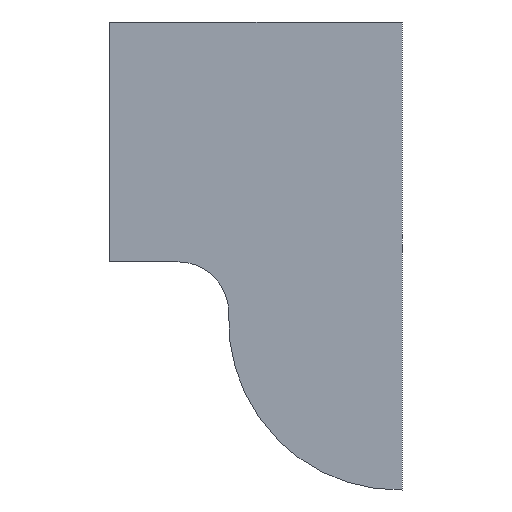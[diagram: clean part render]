
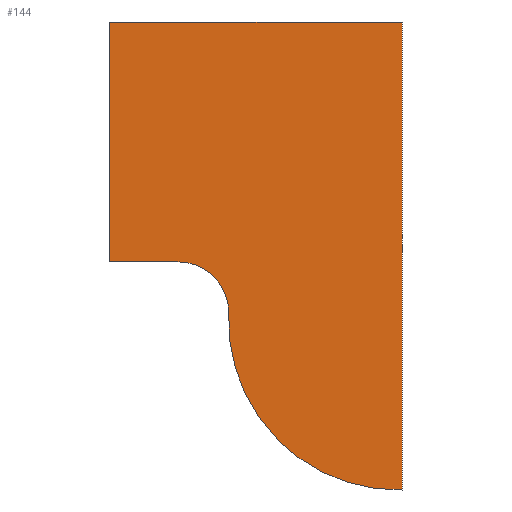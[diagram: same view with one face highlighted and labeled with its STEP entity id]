
A CAD part, left-side view. The second image highlights one B-rep face of the part: STEP entity #144.
In plain terms, the highlighted planar face has unit normal (-1, 0, 0).
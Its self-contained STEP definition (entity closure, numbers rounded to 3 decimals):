
#16=CIRCLE('',#163,0.87);
#18=CIRCLE('',#166,0.26);
#28=FACE_OUTER_BOUND('',#36,.T.);
#36=EDGE_LOOP('',(#125,#126,#127,#128,#129,#130));
#39=LINE('',#219,#53);
#42=LINE('',#225,#56);
#47=LINE('',#243,#61);
#50=LINE('',#247,#64);
#53=VECTOR('',#177,10.);
#56=VECTOR('',#182,10.);
#61=VECTOR('',#201,10.);
#64=VECTOR('',#206,10.);
#67=VERTEX_POINT('',#216);
#68=VERTEX_POINT('',#218);
#70=VERTEX_POINT('',#224);
#72=VERTEX_POINT('',#230);
#74=VERTEX_POINT('',#236);
#76=VERTEX_POINT('',#242);
#79=EDGE_CURVE('',#68,#67,#39,.T.);
#82=EDGE_CURVE('',#70,#68,#42,.T.);
#85=EDGE_CURVE('',#72,#70,#16,.T.);
#88=EDGE_CURVE('',#74,#72,#18,.T.);
#91=EDGE_CURVE('',#76,#74,#47,.T.);
#94=EDGE_CURVE('',#67,#76,#50,.T.);
#125=ORIENTED_EDGE('',*,*,#94,.T.);
#126=ORIENTED_EDGE('',*,*,#91,.T.);
#127=ORIENTED_EDGE('',*,*,#88,.T.);
#128=ORIENTED_EDGE('',*,*,#85,.T.);
#129=ORIENTED_EDGE('',*,*,#82,.T.);
#130=ORIENTED_EDGE('',*,*,#79,.T.);
#136=PLANE('',#170);
#144=ADVANCED_FACE('',(#28),#136,.F.);
#163=AXIS2_PLACEMENT_3D('',#231,#188,#189);
#166=AXIS2_PLACEMENT_3D('',#237,#195,#196);
#170=AXIS2_PLACEMENT_3D('',#249,#209,#210);
#177=DIRECTION('',(0.,1.,0.));
#182=DIRECTION('',(0.,0.,1.));
#188=DIRECTION('center_axis',(-1.,0.,0.));
#189=DIRECTION('ref_axis',(0.,-0.023,-1.));
#195=DIRECTION('center_axis',(1.,0.,0.));
#196=DIRECTION('ref_axis',(0.,0.,1.));
#201=DIRECTION('',(0.,-1.,0.));
#206=DIRECTION('',(0.,0.,-1.));
#209=DIRECTION('center_axis',(1.,0.,0.));
#210=DIRECTION('ref_axis',(0.,1.,0.));
#216=CARTESIAN_POINT('',(-10.,1.5,2.4));
#218=CARTESIAN_POINT('',(-10.,0.,2.4));
#219=CARTESIAN_POINT('',(-10.,0.,2.4));
#224=CARTESIAN_POINT('',(-10.,0.,0.));
#225=CARTESIAN_POINT('',(-10.,0.,2.4));
#230=CARTESIAN_POINT('',(-10.,0.89,0.91));
#231=CARTESIAN_POINT('Origin',(-10.,0.02,0.87));
#236=CARTESIAN_POINT('',(-10.,1.15,1.17));
#237=CARTESIAN_POINT('Origin',(-10.,1.15,0.91));
#242=CARTESIAN_POINT('',(-10.,1.5,1.17));
#243=CARTESIAN_POINT('',(-10.,1.5,1.17));
#247=CARTESIAN_POINT('',(-10.,1.5,1.17));
#249=CARTESIAN_POINT('Origin',(-10.,0.75,1.2));
